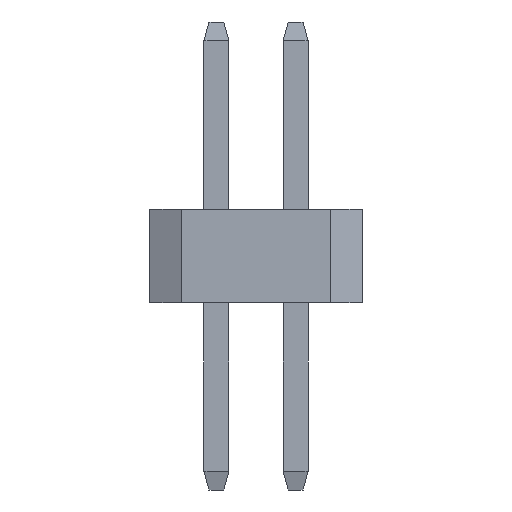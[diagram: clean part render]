
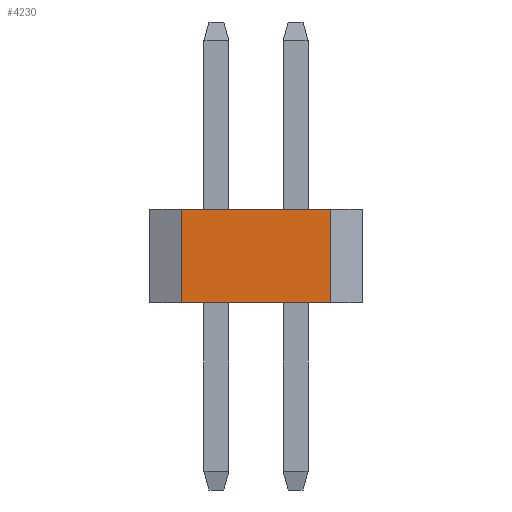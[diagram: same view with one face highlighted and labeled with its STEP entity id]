
A CAD part, left-side view. The second image highlights one B-rep face of the part: STEP entity #4230.
In plain terms, the highlighted planar face has unit normal (-1, 0, 0).
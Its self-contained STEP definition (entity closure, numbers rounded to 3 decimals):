
#346 = CARTESIAN_POINT ( 'NONE',  ( -8.89, -1.7, 1.5 ) ) ;
#439 = DIRECTION ( 'NONE',  ( 1., 0., 0. ) ) ;
#515 = LINE ( 'NONE', #7764, #6245 ) ;
#872 = VERTEX_POINT ( 'NONE', #1781 ) ;
#930 = VECTOR ( 'NONE', #1899, 1000. ) ;
#1078 = VECTOR ( 'NONE', #7434, 1000. ) ;
#1102 = DIRECTION ( 'NONE',  ( 0., 0., 1. ) ) ;
#1323 = ORIENTED_EDGE ( 'NONE', *, *, #3272, .F. ) ;
#1613 = DIRECTION ( 'NONE',  ( 0., 0., -1. ) ) ;
#1781 = CARTESIAN_POINT ( 'NONE',  ( -8.89, -1.2, 0. ) ) ;
#1899 = DIRECTION ( 'NONE',  ( 0., 0., 1. ) ) ;
#2153 = ORIENTED_EDGE ( 'NONE', *, *, #4411, .F. ) ;
#2319 = CARTESIAN_POINT ( 'NONE',  ( -8.89, -1.7, 0. ) ) ;
#2336 = VECTOR ( 'NONE', #3993, 1000. ) ;
#2789 = VERTEX_POINT ( 'NONE', #3247 ) ;
#2880 = PLANE ( 'NONE',  #6700 ) ;
#3247 = CARTESIAN_POINT ( 'NONE',  ( -8.89, 1.2, 0. ) ) ;
#3272 = EDGE_CURVE ( 'NONE', #2789, #6162, #4931, .T. ) ;
#3552 = CARTESIAN_POINT ( 'NONE',  ( -8.89, -1.7, 1.5 ) ) ;
#3634 = ORIENTED_EDGE ( 'NONE', *, *, #5704, .T. ) ;
#3844 = CARTESIAN_POINT ( 'NONE',  ( -8.89, 1.2, 1.5 ) ) ;
#3852 = EDGE_LOOP ( 'NONE', ( #4678, #3634, #2153, #1323 ) ) ;
#3993 = DIRECTION ( 'NONE',  ( 0., -1., 0. ) ) ;
#4230 = ADVANCED_FACE ( 'NONE', ( #5888 ), #2880, .F. ) ;
#4411 = EDGE_CURVE ( 'NONE', #6162, #5875, #6878, .T. ) ;
#4564 = EDGE_CURVE ( 'NONE', #2789, #872, #7680, .T. ) ;
#4678 = ORIENTED_EDGE ( 'NONE', *, *, #4564, .T. ) ;
#4931 = LINE ( 'NONE', #7263, #930 ) ;
#5704 = EDGE_CURVE ( 'NONE', #872, #5875, #515, .T. ) ;
#5875 = VERTEX_POINT ( 'NONE', #6476 ) ;
#5888 = FACE_OUTER_BOUND ( 'NONE', #3852, .T. ) ;
#6162 = VERTEX_POINT ( 'NONE', #3844 ) ;
#6245 = VECTOR ( 'NONE', #1102, 1000. ) ;
#6476 = CARTESIAN_POINT ( 'NONE',  ( -8.89, -1.2, 1.5 ) ) ;
#6700 = AXIS2_PLACEMENT_3D ( 'NONE', #3552, #439, #1613 ) ;
#6878 = LINE ( 'NONE', #346, #1078 ) ;
#7263 = CARTESIAN_POINT ( 'NONE',  ( -8.89, 1.2, -1. ) ) ;
#7434 = DIRECTION ( 'NONE',  ( 0., -1., 0. ) ) ;
#7680 = LINE ( 'NONE', #2319, #2336 ) ;
#7764 = CARTESIAN_POINT ( 'NONE',  ( -8.89, -1.2, -1. ) ) ;
